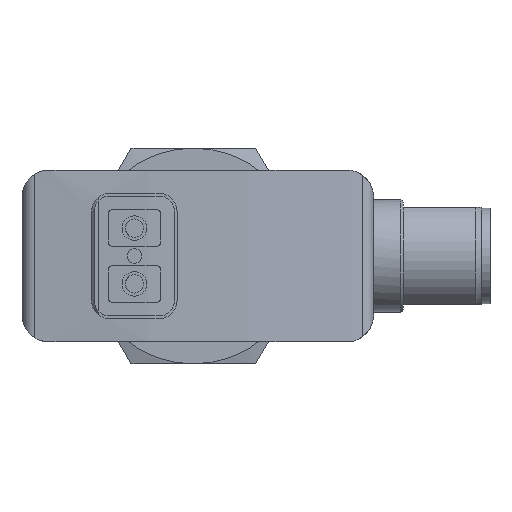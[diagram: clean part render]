
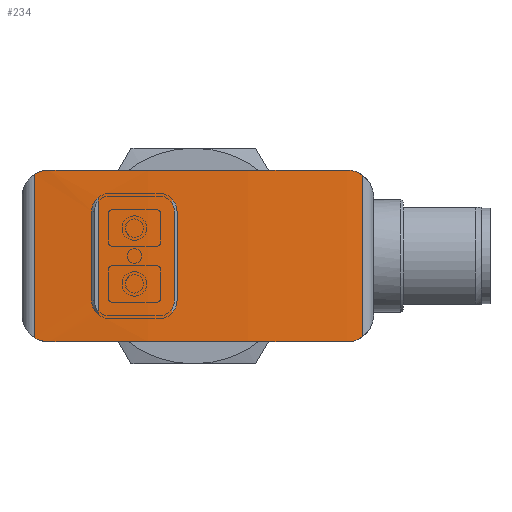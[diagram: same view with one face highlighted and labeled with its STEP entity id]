
A CAD part, left-side view. The second image highlights one B-rep face of the part: STEP entity #234.
In plain terms, the highlighted cylindrical face has radius 146.801 mm (diameter 293.602 mm), a partial arc.
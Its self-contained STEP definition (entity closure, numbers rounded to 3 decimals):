
#234 = ADVANCED_FACE( '', ( #584, #585 ), #586, .T. );
#584 = FACE_BOUND( '', #992, .T. );
#585 = FACE_OUTER_BOUND( '', #993, .T. );
#586 = CYLINDRICAL_SURFACE( '', #994, 146.801 );
#992 = EDGE_LOOP( '', ( #2393, #2394, #2395, #2396, #2397, #2398 ) );
#993 = EDGE_LOOP( '', ( #2399, #2400, #2401, #2402, #2403, #2404, #2405, #2406 ) );
#994 = AXIS2_PLACEMENT_3D( '', #2407, #2408, #2409 );
#2393 = ORIENTED_EDGE( '', *, *, #3065, .F. );
#2394 = ORIENTED_EDGE( '', *, *, #2965, .T. );
#2395 = ORIENTED_EDGE( '', *, *, #2961, .T. );
#2396 = ORIENTED_EDGE( '', *, *, #2958, .T. );
#2397 = ORIENTED_EDGE( '', *, *, #3066, .F. );
#2398 = ORIENTED_EDGE( '', *, *, #3067, .F. );
#2399 = ORIENTED_EDGE( '', *, *, #2723, .F. );
#2400 = ORIENTED_EDGE( '', *, *, #2729, .T. );
#2401 = ORIENTED_EDGE( '', *, *, #2916, .F. );
#2402 = ORIENTED_EDGE( '', *, *, #3061, .T. );
#2403 = ORIENTED_EDGE( '', *, *, #2909, .F. );
#2404 = ORIENTED_EDGE( '', *, *, #3064, .F. );
#2405 = ORIENTED_EDGE( '', *, *, #2697, .F. );
#2406 = ORIENTED_EDGE( '', *, *, #3062, .F. );
#2407 = CARTESIAN_POINT( '', ( 136.401, 24.15, 9.55 ) );
#2408 = DIRECTION( '', ( 0., 0., 1. ) );
#2409 = DIRECTION( '', ( -1., 0., 0. ) );
#2697 = EDGE_CURVE( '', #3459, #3461, #3462, .T. );
#2723 = EDGE_CURVE( '', #3510, #3512, #3513, .T. );
#2729 = EDGE_CURVE( '', #3510, #3521, #3523, .T. );
#2909 = EDGE_CURVE( '', #3841, #3843, #3844, .T. );
#2916 = EDGE_CURVE( '', #3854, #3521, #3856, .T. );
#2958 = EDGE_CURVE( '', #3917, #3924, #3926, .T. );
#2961 = EDGE_CURVE( '', #3927, #3917, #3931, .F. );
#2965 = EDGE_CURVE( '', #3933, #3927, #3938, .T. );
#3061 = EDGE_CURVE( '', #3854, #3843, #4063, .T. );
#3062 = EDGE_CURVE( '', #3512, #3459, #4064, .T. );
#3064 = EDGE_CURVE( '', #3461, #3841, #4066, .T. );
#3065 = EDGE_CURVE( '', #3933, #4067, #4068, .F. );
#3066 = EDGE_CURVE( '', #4069, #3924, #4070, .F. );
#3067 = EDGE_CURVE( '', #4067, #4069, #4071, .F. );
#3459 = VERTEX_POINT( '', #4352 );
#3461 = VERTEX_POINT( '', #4355 );
#3462 = B_SPLINE_CURVE_WITH_KNOTS( '', 3, ( #4356, #4357, #4358, #4359, #4360, #4361 ), .UNSPECIFIED., .F., .F., ( 4, 2, 4 ), ( 0., 0.001, 0.002 ), .UNSPECIFIED. );
#3510 = VERTEX_POINT( '', #4463 );
#3512 = VERTEX_POINT( '', #4478 );
#3513 = B_SPLINE_CURVE_WITH_KNOTS( '', 3, ( #4479, #4480, #4481, #4482, #4483, #4484, #4485, #4486 ), .UNSPECIFIED., .F., .F., ( 4, 2, 2, 4 ), ( 0., 0.001, 0.001, 0.002 ), .UNSPECIFIED. );
#3521 = VERTEX_POINT( '', #4497 );
#3523 = LINE( '', #4512, #4513 );
#3841 = VERTEX_POINT( '', #4974 );
#3843 = VERTEX_POINT( '', #4985 );
#3844 = B_SPLINE_CURVE_WITH_KNOTS( '', 3, ( #4986, #4987, #4988, #4989, #4990, #4991 ), .UNSPECIFIED., .F., .F., ( 4, 2, 4 ), ( 0., 0.001, 0.002 ), .UNSPECIFIED. );
#3854 = VERTEX_POINT( '', #5004 );
#3856 = B_SPLINE_CURVE_WITH_KNOTS( '', 3, ( #5007, #5008, #5009, #5010, #5011, #5012, #5013, #5014 ), .UNSPECIFIED., .F., .F., ( 4, 2, 2, 4 ), ( 0., 0.001, 0.001, 0.002 ), .UNSPECIFIED. );
#3917 = VERTEX_POINT( '', #5117 );
#3924 = VERTEX_POINT( '', #5126 );
#3926 = B_SPLINE_CURVE_WITH_KNOTS( '', 3, ( #5128, #5129, #5130, #5131, #5132, #5133, #5134, #5135 ), .UNSPECIFIED., .F., .F., ( 4, 2, 2, 4 ), ( 0., 0., 0.001, 0.002 ), .UNSPECIFIED. );
#3927 = VERTEX_POINT( '', #5136 );
#3931 = LINE( '', #5142, #5143 );
#3933 = VERTEX_POINT( '', #5145 );
#3938 = B_SPLINE_CURVE_WITH_KNOTS( '', 3, ( #5151, #5152, #5153, #5154, #5155, #5156, #5157, #5158 ), .UNSPECIFIED., .F., .F., ( 4, 2, 2, 4 ), ( 0., 0., 0.001, 0.002 ), .UNSPECIFIED. );
#4063 = CIRCLE( '', #5395, 146.801 );
#4064 = CIRCLE( '', #5396, 146.801 );
#4066 = LINE( '', #5399, #5400 );
#4067 = VERTEX_POINT( '', #5401 );
#4068 = LINE( '', #5402, #5403 );
#4069 = VERTEX_POINT( '', #5404 );
#4070 = LINE( '', #5405, #5406 );
#4071 = LINE( '', #5407, #5408 );
#4352 = CARTESIAN_POINT( '', ( -8.712, 1.95, 9.55 ) );
#4355 = CARTESIAN_POINT( '', ( -8.434, 0.205, 8.991 ) );
#4356 = CARTESIAN_POINT( '', ( -8.712, 1.95, 9.55 ) );
#4357 = CARTESIAN_POINT( '', ( -8.664, 1.637, 9.55 ) );
#4358 = CARTESIAN_POINT( '', ( -8.616, 1.333, 9.502 ) );
#4359 = CARTESIAN_POINT( '', ( -8.522, 0.74, 9.313 ) );
#4360 = CARTESIAN_POINT( '', ( -8.476, 0.46, 9.173 ) );
#4361 = CARTESIAN_POINT( '', ( -8.434, 0.205, 8.991 ) );
#4463 = CARTESIAN_POINT( '', ( -9.864, 36.678, 9.07 ) );
#4478 = CARTESIAN_POINT( '', ( -9.995, 35.05, 9.55 ) );
#4479 = CARTESIAN_POINT( '', ( -9.864, 36.678, 9.07 ) );
#4480 = CARTESIAN_POINT( '', ( -9.885, 36.435, 9.227 ) );
#4481 = CARTESIAN_POINT( '', ( -9.907, 36.176, 9.345 ) );
#4482 = CARTESIAN_POINT( '', ( -9.94, 35.764, 9.467 ) );
#4483 = CARTESIAN_POINT( '', ( -9.951, 35.622, 9.498 ) );
#4484 = CARTESIAN_POINT( '', ( -9.973, 35.338, 9.54 ) );
#4485 = CARTESIAN_POINT( '', ( -9.984, 35.194, 9.55 ) );
#4486 = CARTESIAN_POINT( '', ( -9.995, 35.05, 9.55 ) );
#4497 = CARTESIAN_POINT( '', ( -9.864, 36.678, -9.07 ) );
#4512 = CARTESIAN_POINT( '', ( -9.864, 36.678, 9.55 ) );
#4513 = VECTOR( '', #5699, 1000. );
#4974 = CARTESIAN_POINT( '', ( -8.434, 0.205, -8.991 ) );
#4985 = CARTESIAN_POINT( '', ( -8.712, 1.95, -9.55 ) );
#4986 = CARTESIAN_POINT( '', ( -8.434, 0.205, -8.991 ) );
#4987 = CARTESIAN_POINT( '', ( -8.476, 0.46, -9.173 ) );
#4988 = CARTESIAN_POINT( '', ( -8.521, 0.736, -9.311 ) );
#4989 = CARTESIAN_POINT( '', ( -8.616, 1.329, -9.501 ) );
#4990 = CARTESIAN_POINT( '', ( -8.664, 1.637, -9.55 ) );
#4991 = CARTESIAN_POINT( '', ( -8.712, 1.95, -9.55 ) );
#5004 = CARTESIAN_POINT( '', ( -9.995, 35.05, -9.55 ) );
#5007 = CARTESIAN_POINT( '', ( -9.995, 35.05, -9.55 ) );
#5008 = CARTESIAN_POINT( '', ( -9.973, 35.339, -9.55 ) );
#5009 = CARTESIAN_POINT( '', ( -9.951, 35.621, -9.509 ) );
#5010 = CARTESIAN_POINT( '', ( -9.918, 36.034, -9.388 ) );
#5011 = CARTESIAN_POINT( '', ( -9.907, 36.17, -9.337 ) );
#5012 = CARTESIAN_POINT( '', ( -9.885, 36.431, -9.217 ) );
#5013 = CARTESIAN_POINT( '', ( -9.875, 36.557, -9.148 ) );
#5014 = CARTESIAN_POINT( '', ( -9.864, 36.678, -9.07 ) );
#5117 = CARTESIAN_POINT( '', ( -10.271, 30.3, 4.97 ) );
#5126 = CARTESIAN_POINT( '', ( -10.3, 29.568, 6.517 ) );
#5128 = CARTESIAN_POINT( '', ( -10.271, 30.3, 4.97 ) );
#5129 = CARTESIAN_POINT( '', ( -10.271, 30.3, 5.119 ) );
#5130 = CARTESIAN_POINT( '', ( -10.272, 30.284, 5.264 ) );
#5131 = CARTESIAN_POINT( '', ( -10.274, 30.219, 5.551 ) );
#5132 = CARTESIAN_POINT( '', ( -10.276, 30.171, 5.693 ) );
#5133 = CARTESIAN_POINT( '', ( -10.284, 29.982, 6.091 ) );
#5134 = CARTESIAN_POINT( '', ( -10.292, 29.797, 6.329 ) );
#5135 = CARTESIAN_POINT( '', ( -10.3, 29.568, 6.517 ) );
#5136 = CARTESIAN_POINT( '', ( -10.271, 30.3, -4.97 ) );
#5142 = CARTESIAN_POINT( '', ( -10.271, 30.3, 9.55 ) );
#5143 = VECTOR( '', #6055, 1000. );
#5145 = CARTESIAN_POINT( '', ( -10.3, 29.568, -6.517 ) );
#5151 = CARTESIAN_POINT( '', ( -10.3, 29.568, -6.517 ) );
#5152 = CARTESIAN_POINT( '', ( -10.296, 29.682, -6.423 ) );
#5153 = CARTESIAN_POINT( '', ( -10.292, 29.785, -6.318 ) );
#5154 = CARTESIAN_POINT( '', ( -10.285, 29.966, -6.087 ) );
#5155 = CARTESIAN_POINT( '', ( -10.282, 30.044, -5.959 ) );
#5156 = CARTESIAN_POINT( '', ( -10.274, 30.233, -5.561 ) );
#5157 = CARTESIAN_POINT( '', ( -10.271, 30.3, -5.267 ) );
#5158 = CARTESIAN_POINT( '', ( -10.271, 30.3, -4.97 ) );
#5395 = AXIS2_PLACEMENT_3D( '', #6166, #6167, #6168 );
#5396 = AXIS2_PLACEMENT_3D( '', #6169, #6170, #6171 );
#5399 = CARTESIAN_POINT( '', ( -8.434, 0.205, 9.55 ) );
#5400 = VECTOR( '', #6173, 1000. );
#5401 = CARTESIAN_POINT( '', ( -10.3, 29.568, -6.103 ) );
#5402 = CARTESIAN_POINT( '', ( -10.3, 29.568, 9.55 ) );
#5403 = VECTOR( '', #6174, 1000. );
#5404 = CARTESIAN_POINT( '', ( -10.3, 29.568, 6.103 ) );
#5405 = CARTESIAN_POINT( '', ( -10.3, 29.568, 9.55 ) );
#5406 = VECTOR( '', #6175, 1000. );
#5407 = CARTESIAN_POINT( '', ( -10.3, 29.568, 9.55 ) );
#5408 = VECTOR( '', #6176, 1000. );
#5699 = DIRECTION( '', ( 0., 0., -1. ) );
#6055 = DIRECTION( '', ( 0., 0., -1. ) );
#6166 = CARTESIAN_POINT( '', ( 136.401, 24.15, -9.55 ) );
#6167 = DIRECTION( '', ( 0., 0., 1. ) );
#6168 = DIRECTION( '', ( 1., 0., 0. ) );
#6169 = CARTESIAN_POINT( '', ( 136.401, 24.15, 9.55 ) );
#6170 = DIRECTION( '', ( 0., 0., 1. ) );
#6171 = DIRECTION( '', ( 1., 0., 0. ) );
#6173 = DIRECTION( '', ( 0., 0., -1. ) );
#6174 = DIRECTION( '', ( 0., 0., -1. ) );
#6175 = DIRECTION( '', ( 0., 0., -1. ) );
#6176 = DIRECTION( '', ( 0., 0., -1. ) );
